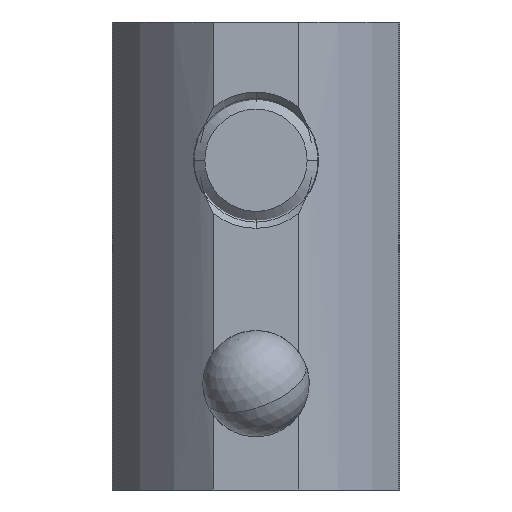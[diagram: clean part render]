
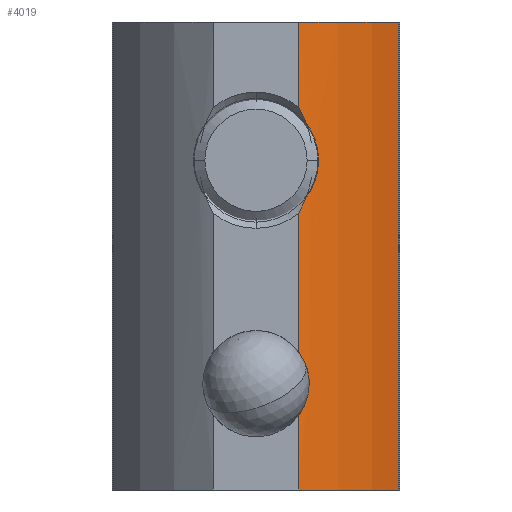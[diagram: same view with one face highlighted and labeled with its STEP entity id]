
A CAD part, front view. The second image highlights one B-rep face of the part: STEP entity #4019.
In plain terms, the highlighted cylindrical face has radius 15 mm (diameter 30 mm), a partial arc.
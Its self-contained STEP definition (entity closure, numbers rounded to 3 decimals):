
#66 = LINE ( 'NONE', #1442, #2596 ) ;
#114 = DIRECTION ( 'NONE',  ( 0., 0., -1. ) ) ;
#134 = CARTESIAN_POINT ( 'NONE',  ( 2.5, -8.618, -10.5 ) ) ;
#151 = CARTESIAN_POINT ( 'NONE',  ( 2.488, -8.627, -10.778 ) ) ;
#245 = CARTESIAN_POINT ( 'NONE',  ( 6.702, -3.314, 6.5 ) ) ;
#263 = AXIS2_PLACEMENT_3D ( 'NONE', #3792, #114, #704 ) ;
#388 = CARTESIAN_POINT ( 'NONE',  ( 2.5, -8.618, -10.5 ) ) ;
#425 = CARTESIAN_POINT ( 'NONE',  ( 2., -9., 2.498 ) ) ;
#456 = AXIS2_PLACEMENT_3D ( 'NONE', #1099, #1083, #1074 ) ;
#468 = CARTESIAN_POINT ( 'NONE',  ( 2.443, -8.664, -9.951 ) ) ;
#539 = AXIS2_PLACEMENT_3D ( 'NONE', #1606, #1531, #1519 ) ;
#544 = CARTESIAN_POINT ( 'NONE',  ( 2.5, -8.618, -10.64 ) ) ;
#565 = ORIENTED_EDGE ( 'NONE', *, *, #4159, .T. ) ;
#692 = EDGE_CURVE ( 'NONE', #2724, #4965, #839, .T. ) ;
#704 = DIRECTION ( 'NONE',  ( -1., 0., 0. ) ) ;
#736 = CARTESIAN_POINT ( 'NONE',  ( 2., -9., -2.498 ) ) ;
#739 = CARTESIAN_POINT ( 'NONE',  ( 2.106, -8.923, -2.314 ) ) ;
#755 = CARTESIAN_POINT ( 'NONE',  ( 2.2, -8.851, -2.124 ) ) ;
#757 = CARTESIAN_POINT ( 'NONE',  ( 2.367, -8.723, -1.728 ) ) ;
#762 = CARTESIAN_POINT ( 'NONE',  ( 2.439, -8.667, -1.521 ) ) ;
#765 = CARTESIAN_POINT ( 'NONE',  ( 2.556, -8.574, -1.099 ) ) ;
#772 = CARTESIAN_POINT ( 'NONE',  ( 2.6, -8.537, -0.883 ) ) ;
#780 = CARTESIAN_POINT ( 'NONE',  ( 2.661, -8.488, -0.444 ) ) ;
#788 = CARTESIAN_POINT ( 'NONE',  ( 2.676, -8.475, -0.217 ) ) ;
#801 = CARTESIAN_POINT ( 'NONE',  ( 2.675, -8.476, 0.23 ) ) ;
#804 = CARTESIAN_POINT ( 'NONE',  ( 2.66, -8.489, 0.452 ) ) ;
#818 = CARTESIAN_POINT ( 'NONE',  ( 2.599, -8.539, 0.892 ) ) ;
#825 = CARTESIAN_POINT ( 'NONE',  ( 2.5, -8.618, -10.36 ) ) ;
#826 = CARTESIAN_POINT ( 'NONE',  ( 2.553, -8.576, 1.111 ) ) ;
#839 = B_SPLINE_CURVE_WITH_KNOTS ( 'NONE', 3,
 ( #134, #544, #151, #1738, #1719, #1702, #1681, #1502 ),
 .UNSPECIFIED., .F., .F.,
 ( 4, 2, 2, 4 ),
 ( 0., 0., 0.001, 0.002 ),
 .UNSPECIFIED. ) ;
#849 = CARTESIAN_POINT ( 'NONE',  ( 2.211, -8.846, 2.132 ) ) ;
#863 = CARTESIAN_POINT ( 'NONE',  ( 2.377, -8.716, 1.741 ) ) ;
#876 = CARTESIAN_POINT ( 'NONE',  ( 2., -9., 2.498 ) ) ;
#903 = VECTOR ( 'NONE', #1655, 1000. ) ;
#991 = CARTESIAN_POINT ( 'NONE',  ( 2.488, -8.628, -10.22 ) ) ;
#1074 = DIRECTION ( 'NONE',  ( -1., 0., 0. ) ) ;
#1083 = DIRECTION ( 'NONE',  ( 0., 0., 1. ) ) ;
#1099 = CARTESIAN_POINT ( 'NONE',  ( -6.854, 3.108, -15.5 ) ) ;
#1146 = ORIENTED_EDGE ( 'NONE', *, *, #692, .T. ) ;
#1177 = DIRECTION ( 'NONE',  ( 0., 0., -1. ) ) ;
#1204 = VECTOR ( 'NONE', #4408, 1000. ) ;
#1248 = B_SPLINE_CURVE_WITH_KNOTS ( 'NONE', 3,
 ( #876, #849, #863, #826, #818, #804, #801, #788, #780, #772, #765, #762, #757, #755, #739, #736 ),
 .UNSPECIFIED., .F., .F.,
 ( 4, 2, 2, 2, 2, 2, 2, 4 ),
 ( 0., 0.001, 0.002, 0.003, 0.003, 0.004, 0.005, 0.005 ),
 .UNSPECIFIED. ) ;
#1283 = CARTESIAN_POINT ( 'NONE',  ( 2., -9., 6.5 ) ) ;
#1430 = DIRECTION ( 'NONE',  ( 0., 0., -1. ) ) ;
#1442 = CARTESIAN_POINT ( 'NONE',  ( 2., -9., 6.5 ) ) ;
#1481 = B_SPLINE_CURVE_WITH_KNOTS ( 'NONE', 3,
 ( #1803, #1780, #3833, #4098, #468, #991, #825, #388 ),
 .UNSPECIFIED., .F., .F.,
 ( 4, 2, 2, 4 ),
 ( -0.002, -0.001, 0., 0. ),
 .UNSPECIFIED. ) ;
#1502 = CARTESIAN_POINT ( 'NONE',  ( 2., -9., -12. ) ) ;
#1519 = DIRECTION ( 'NONE',  ( -1., 0., 0. ) ) ;
#1531 = DIRECTION ( 'NONE',  ( 0., 0., -1. ) ) ;
#1538 = CARTESIAN_POINT ( 'NONE',  ( 2., -9., -2.498 ) ) ;
#1606 = CARTESIAN_POINT ( 'NONE',  ( -6.854, 3.108, 6.5 ) ) ;
#1623 = CARTESIAN_POINT ( 'NONE',  ( 2., -9., 6.5 ) ) ;
#1625 = CIRCLE ( 'NONE', #263, 15. ) ;
#1655 = DIRECTION ( 'NONE',  ( 0., 0., -1. ) ) ;
#1681 = CARTESIAN_POINT ( 'NONE',  ( 2.154, -8.888, -11.795 ) ) ;
#1702 = CARTESIAN_POINT ( 'NONE',  ( 2.278, -8.792, -11.564 ) ) ;
#1719 = CARTESIAN_POINT ( 'NONE',  ( 2.409, -8.69, -11.181 ) ) ;
#1738 = CARTESIAN_POINT ( 'NONE',  ( 2.443, -8.663, -11.047 ) ) ;
#1780 = CARTESIAN_POINT ( 'NONE',  ( 2.154, -8.888, -9.205 ) ) ;
#1803 = CARTESIAN_POINT ( 'NONE',  ( 2., -9., -9. ) ) ;
#1953 = LINE ( 'NONE', #1283, #5442 ) ;
#1996 = LINE ( 'NONE', #245, #1204 ) ;
#2579 = LINE ( 'NONE', #1623, #903 ) ;
#2596 = VECTOR ( 'NONE', #1430, 1000. ) ;
#2701 = CARTESIAN_POINT ( 'NONE',  ( 2., -9., -15.5 ) ) ;
#2724 = VERTEX_POINT ( 'NONE', #4847 ) ;
#3063 = VERTEX_POINT ( 'NONE', #4616 ) ;
#3131 = VERTEX_POINT ( 'NONE', #4422 ) ;
#3226 = CARTESIAN_POINT ( 'NONE',  ( 2., -9., -9. ) ) ;
#3278 = ORIENTED_EDGE ( 'NONE', *, *, #4070, .T. ) ;
#3334 = VERTEX_POINT ( 'NONE', #3226 ) ;
#3488 = CARTESIAN_POINT ( 'NONE',  ( 6.702, -3.314, -15.5 ) ) ;
#3542 = ORIENTED_EDGE ( 'NONE', *, *, #4030, .T. ) ;
#3792 = CARTESIAN_POINT ( 'NONE',  ( -6.854, 3.108, 6.5 ) ) ;
#3831 = CYLINDRICAL_SURFACE ( 'NONE', #539, 15. ) ;
#3833 = CARTESIAN_POINT ( 'NONE',  ( 2.278, -8.792, -9.435 ) ) ;
#3980 = EDGE_CURVE ( 'NONE', #3131, #4247, #2579, .T. ) ;
#4019 = ADVANCED_FACE ( 'NONE', ( #4807 ), #3831, .T. ) ;
#4030 = EDGE_CURVE ( 'NONE', #5299, #3334, #66, .T. ) ;
#4070 = EDGE_CURVE ( 'NONE', #4965, #4466, #1953, .T. ) ;
#4098 = CARTESIAN_POINT ( 'NONE',  ( 2.409, -8.69, -9.82 ) ) ;
#4107 = EDGE_CURVE ( 'NONE', #4466, #4487, #5333, .T. ) ;
#4159 = EDGE_CURVE ( 'NONE', #4247, #5299, #1248, .T. ) ;
#4247 = VERTEX_POINT ( 'NONE', #425 ) ;
#4287 = EDGE_CURVE ( 'NONE', #4487, #3063, #1996, .T. ) ;
#4311 = EDGE_CURVE ( 'NONE', #3063, #3131, #1625, .T. ) ;
#4408 = DIRECTION ( 'NONE',  ( 0., 0., 1. ) ) ;
#4422 = CARTESIAN_POINT ( 'NONE',  ( 2., -9., 6.5 ) ) ;
#4447 = EDGE_LOOP ( 'NONE', ( #3278, #4527, #4706, #5441, #5570, #565, #3542, #5200, #1146 ) ) ;
#4466 = VERTEX_POINT ( 'NONE', #2701 ) ;
#4487 = VERTEX_POINT ( 'NONE', #3488 ) ;
#4527 = ORIENTED_EDGE ( 'NONE', *, *, #4107, .T. ) ;
#4616 = CARTESIAN_POINT ( 'NONE',  ( 6.702, -3.314, 6.5 ) ) ;
#4688 = EDGE_CURVE ( 'NONE', #3334, #2724, #1481, .T. ) ;
#4706 = ORIENTED_EDGE ( 'NONE', *, *, #4287, .T. ) ;
#4807 = FACE_OUTER_BOUND ( 'NONE', #4447, .T. ) ;
#4847 = CARTESIAN_POINT ( 'NONE',  ( 2.5, -8.618, -10.5 ) ) ;
#4949 = CARTESIAN_POINT ( 'NONE',  ( 2., -9., -12. ) ) ;
#4965 = VERTEX_POINT ( 'NONE', #4949 ) ;
#5200 = ORIENTED_EDGE ( 'NONE', *, *, #4688, .T. ) ;
#5299 = VERTEX_POINT ( 'NONE', #1538 ) ;
#5333 = CIRCLE ( 'NONE', #456, 15. ) ;
#5441 = ORIENTED_EDGE ( 'NONE', *, *, #4311, .T. ) ;
#5442 = VECTOR ( 'NONE', #1177, 1000. ) ;
#5570 = ORIENTED_EDGE ( 'NONE', *, *, #3980, .T. ) ;
